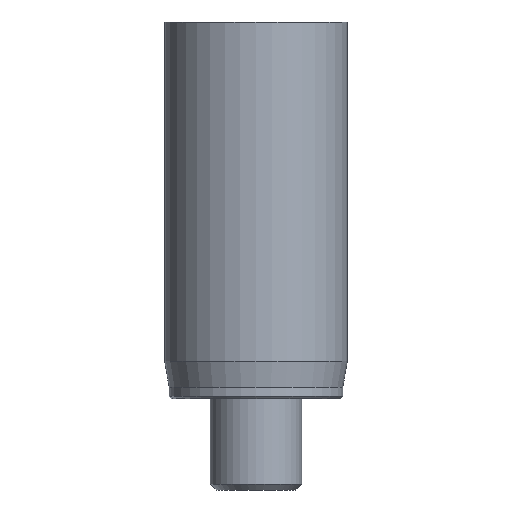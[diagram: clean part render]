
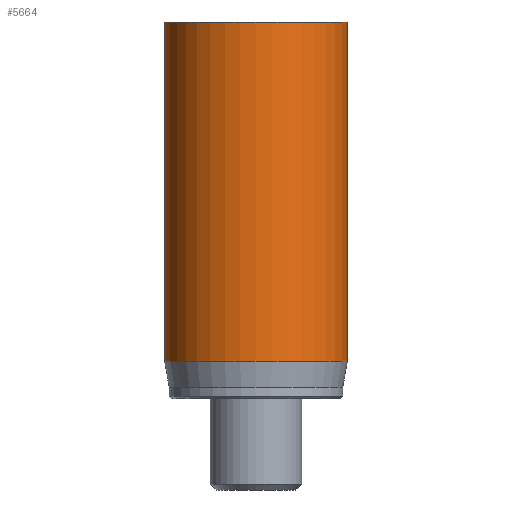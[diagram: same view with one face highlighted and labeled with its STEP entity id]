
A CAD part, front view. The second image highlights one B-rep face of the part: STEP entity #5664.
In plain terms, the highlighted cylindrical face has radius 8 mm (diameter 16 mm), a full revolution.
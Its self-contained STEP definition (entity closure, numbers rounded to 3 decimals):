
#40=CYLINDRICAL_SURFACE('',#5886,8.);
#58=CIRCLE('',#5853,8.);
#74=CIRCLE('',#5884,8.);
#75=CIRCLE('',#5885,8.);
#515=FACE_OUTER_BOUND('',#849,.T.);
#849=EDGE_LOOP('',(#5074,#5075,#5076,#5077,#5078));
#1280=LINE('',#10722,#1715);
#1715=VECTOR('',#6589,8.);
#2617=VERTEX_POINT('',#10661);
#2633=VERTEX_POINT('',#10716);
#2634=VERTEX_POINT('',#10717);
#3429=EDGE_CURVE('',#2617,#2617,#58,.T.);
#3453=EDGE_CURVE('',#2633,#2634,#74,.T.);
#3454=EDGE_CURVE('',#2634,#2633,#75,.T.);
#3456=EDGE_CURVE('',#2617,#2633,#1280,.T.);
#5074=ORIENTED_EDGE('',*,*,#3429,.T.);
#5075=ORIENTED_EDGE('',*,*,#3456,.T.);
#5076=ORIENTED_EDGE('',*,*,#3453,.T.);
#5077=ORIENTED_EDGE('',*,*,#3454,.T.);
#5078=ORIENTED_EDGE('',*,*,#3456,.F.);
#5664=ADVANCED_FACE('',(#515),#40,.T.);
#5853=AXIS2_PLACEMENT_3D('',#10662,#6512,#6513);
#5884=AXIS2_PLACEMENT_3D('',#10718,#6582,#6583);
#5885=AXIS2_PLACEMENT_3D('',#10719,#6584,#6585);
#5886=AXIS2_PLACEMENT_3D('',#10721,#6587,#6588);
#6512=DIRECTION('center_axis',(0.,0.,-1.));
#6513=DIRECTION('ref_axis',(-1.,0.,0.));
#6582=DIRECTION('center_axis',(0.,0.,1.));
#6583=DIRECTION('ref_axis',(-1.,0.,0.));
#6584=DIRECTION('center_axis',(0.,0.,1.));
#6585=DIRECTION('ref_axis',(-1.,0.,0.));
#6587=DIRECTION('center_axis',(0.,0.,1.));
#6588=DIRECTION('ref_axis',(-1.,0.,0.));
#6589=DIRECTION('',(0.,0.,-1.));
#10661=CARTESIAN_POINT('',(8.,0.,33.));
#10662=CARTESIAN_POINT('Origin',(0.,0.,33.));
#10716=CARTESIAN_POINT('',(8.,0.,3.269));
#10717=CARTESIAN_POINT('',(-8.,0.,3.269));
#10718=CARTESIAN_POINT('Origin',(0.,0.,3.269));
#10719=CARTESIAN_POINT('Origin',(0.,0.,3.269));
#10721=CARTESIAN_POINT('Origin',(0.,0.,0.));
#10722=CARTESIAN_POINT('',(8.,0.,0.));
